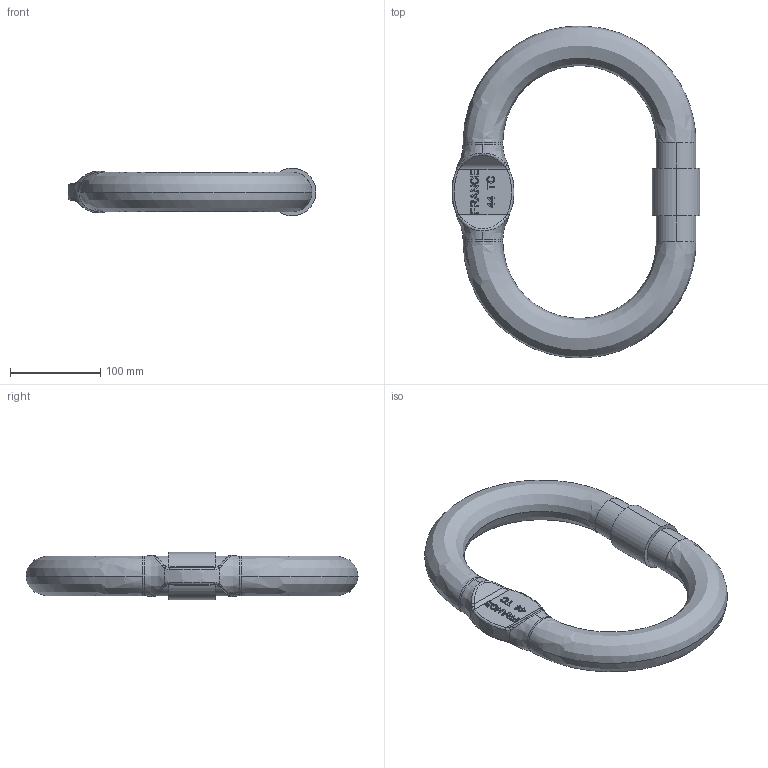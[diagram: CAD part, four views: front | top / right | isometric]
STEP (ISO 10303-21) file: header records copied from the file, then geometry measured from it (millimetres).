
FILE_DESCRIPTION(('STEP AP214'),'1');
FILE_NAME('ms44j.stp','2018-02-28T09:11:09',('TraceParts'),('TraceParts S.A.'),'Spatial InterOp 3D',' ',' ');
FILE_SCHEMA(('automotive_design'));
Length unit declared in the file: millimetre
Products named in the file (1): ms44j
Bounding box: 274.64 x 367.79 x 52.8 mm (x, y, z)
Volume: 1375671.5 mm3; surface area: 129626.8 mm2
Topology: 1 solids, 1 shells, 326 faces, 854 edges, 560 vertices
Faces by surface type: plane 198, bspline 108, cylinder 20
Entity records: 18681 total; most frequent: CARTESIAN_POINT 8733, ORIENTED_EDGE 1708, DIRECTION 1148, EDGE_CURVE 854, LINE 574, VECTOR 574, VERTEX_POINT 560, EDGE_LOOP 358
